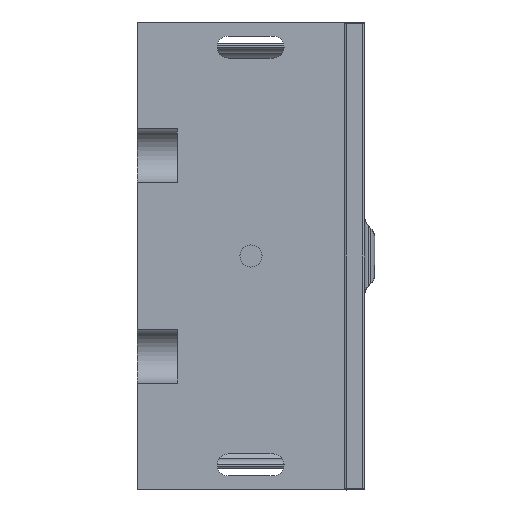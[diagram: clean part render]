
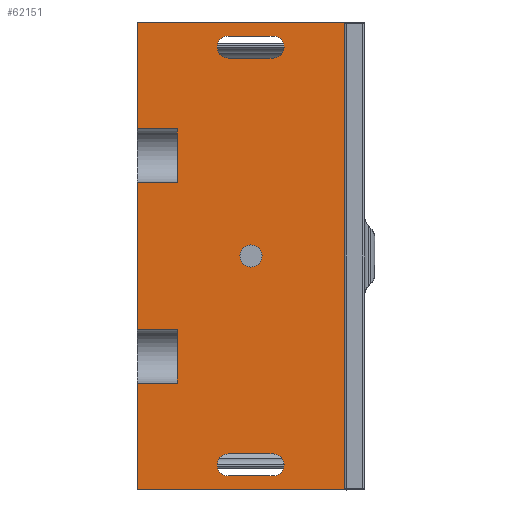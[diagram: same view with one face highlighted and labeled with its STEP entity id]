
A CAD part, front view. The second image highlights one B-rep face of the part: STEP entity #62151.
In plain terms, the highlighted planar face has unit normal (0, -1, 0).
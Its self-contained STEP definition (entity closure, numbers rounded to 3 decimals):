
#14457=DIRECTION('',(-1.,0.,0.));
#14458=VECTOR('',#14457,13.4);
#14459=CARTESIAN_POINT('',(40.6,0.,59.2));
#14460=LINE('',#14459,#14458);
#14473=DIRECTION('',(1.,0.,0.));
#14474=VECTOR('',#14473,13.4);
#14475=CARTESIAN_POINT('',(27.2,0.,65.8));
#14476=LINE('',#14475,#14474);
#14481=DIRECTION('',(0.,0.,1.));
#14482=VECTOR('',#14481,32.);
#14483=CARTESIAN_POINT('',(0.,0.,-70.));
#14484=LINE('',#14483,#14482);
#14485=DIRECTION('',(0.,0.,1.));
#14486=VECTOR('',#14485,44.);
#14487=CARTESIAN_POINT('',(0.,0.,-22.));
#14488=LINE('',#14487,#14486);
#14489=DIRECTION('',(0.,0.,1.));
#14490=VECTOR('',#14489,32.);
#14491=CARTESIAN_POINT('',(0.,0.,38.));
#14492=LINE('',#14491,#14490);
#14493=CARTESIAN_POINT('',(27.2,0.,62.5));
#14494=DIRECTION('',(0.,-1.,0.));
#14495=DIRECTION('',(0.,0.,1.));
#14496=AXIS2_PLACEMENT_3D('',#14493,#14494,#14495);
#14498=CARTESIAN_POINT('',(40.6,0.,62.5));
#14499=DIRECTION('',(0.,-1.,0.));
#14500=DIRECTION('',(0.,0.,-1.));
#14501=AXIS2_PLACEMENT_3D('',#14498,#14499,#14500);
#14503=CARTESIAN_POINT('',(27.2,0.,-62.5));
#14504=DIRECTION('',(0.,-1.,0.));
#14505=DIRECTION('',(0.,0.,1.));
#14506=AXIS2_PLACEMENT_3D('',#14503,#14504,#14505);
#14508=DIRECTION('',(1.,0.,0.));
#14509=VECTOR('',#14508,13.4);
#14510=CARTESIAN_POINT('',(27.2,0.,-65.8));
#14511=LINE('',#14510,#14509);
#14512=CARTESIAN_POINT('',(40.6,0.,-62.5));
#14513=DIRECTION('',(0.,-1.,0.));
#14514=DIRECTION('',(0.,0.,-1.));
#14515=AXIS2_PLACEMENT_3D('',#14512,#14513,#14514);
#14517=DIRECTION('',(-1.,0.,0.));
#14518=VECTOR('',#14517,13.4);
#14519=CARTESIAN_POINT('',(40.6,0.,-59.2));
#14520=LINE('',#14519,#14518);
#14521=CARTESIAN_POINT('',(34.,0.,0.));
#14522=DIRECTION('',(0.,-1.,0.));
#14523=DIRECTION('',(0.,0.,1.));
#14524=AXIS2_PLACEMENT_3D('',#14521,#14522,#14523);
#14526=CARTESIAN_POINT('',(34.,0.,0.));
#14527=DIRECTION('',(0.,-1.,0.));
#14528=DIRECTION('',(0.,0.,-1.));
#14529=AXIS2_PLACEMENT_3D('',#14526,#14527,#14528);
#14543=DIRECTION('',(0.,0.,1.));
#14544=VECTOR('',#14543,140.);
#14545=CARTESIAN_POINT('',(62.,0.,-70.));
#14546=LINE('',#14545,#14544);
#14740=DIRECTION('',(0.,0.,-1.));
#14741=VECTOR('',#14740,16.);
#14742=CARTESIAN_POINT('',(12.,0.,38.));
#14743=LINE('',#14742,#14741);
#14767=DIRECTION('',(-1.,0.,0.));
#14768=VECTOR('',#14767,12.);
#14769=CARTESIAN_POINT('',(12.,0.,22.));
#14770=LINE('',#14769,#14768);
#15041=DIRECTION('',(-1.,0.,0.));
#15042=VECTOR('',#15041,62.);
#15043=CARTESIAN_POINT('',(62.,0.,70.));
#15044=LINE('',#15043,#15042);
#27090=DIRECTION('',(1.,0.,0.));
#27091=VECTOR('',#27090,62.);
#27092=CARTESIAN_POINT('',(0.,0.,-70.));
#27093=LINE('',#27092,#27091);
#29913=DIRECTION('',(1.,0.,0.));
#29914=VECTOR('',#29913,12.);
#29915=CARTESIAN_POINT('',(0.,0.,38.));
#29916=LINE('',#29915,#29914);
#29933=DIRECTION('',(1.,0.,0.));
#29934=VECTOR('',#29933,12.);
#29935=CARTESIAN_POINT('',(0.,0.,-22.));
#29936=LINE('',#29935,#29934);
#29945=DIRECTION('',(0.,0.,-1.));
#29946=VECTOR('',#29945,16.);
#29947=CARTESIAN_POINT('',(12.,0.,-22.));
#29948=LINE('',#29947,#29946);
#29972=DIRECTION('',(-1.,0.,0.));
#29973=VECTOR('',#29972,12.);
#29974=CARTESIAN_POINT('',(12.,0.,-38.));
#29975=LINE('',#29974,#29973);
#31489=CARTESIAN_POINT('',(0.,0.,70.));
#31490=VERTEX_POINT('',#31489);
#31491=CARTESIAN_POINT('',(0.,0.,38.));
#31492=VERTEX_POINT('',#31491);
#31497=CARTESIAN_POINT('',(0.,0.,22.));
#31498=VERTEX_POINT('',#31497);
#31499=CARTESIAN_POINT('',(0.,0.,-22.));
#31500=VERTEX_POINT('',#31499);
#31505=CARTESIAN_POINT('',(0.,0.,-38.));
#31506=VERTEX_POINT('',#31505);
#31507=CARTESIAN_POINT('',(0.,0.,-70.));
#31508=VERTEX_POINT('',#31507);
#31729=CARTESIAN_POINT('',(27.2,0.,-59.2));
#31730=VERTEX_POINT('',#31729);
#31731=CARTESIAN_POINT('',(27.2,0.,-65.8));
#31732=VERTEX_POINT('',#31731);
#31733=CARTESIAN_POINT('',(40.6,0.,-59.2));
#31734=VERTEX_POINT('',#31733);
#31735=CARTESIAN_POINT('',(40.6,0.,-65.8));
#31736=VERTEX_POINT('',#31735);
#31737=CARTESIAN_POINT('',(34.,0.,3.3));
#31738=CARTESIAN_POINT('',(34.,0.,-3.3));
#31739=VERTEX_POINT('',#31737);
#31740=VERTEX_POINT('',#31738);
#31741=CARTESIAN_POINT('',(27.2,0.,65.8));
#31742=CARTESIAN_POINT('',(40.6,0.,65.8));
#31743=VERTEX_POINT('',#31741);
#31744=VERTEX_POINT('',#31742);
#31745=CARTESIAN_POINT('',(27.2,0.,59.2));
#31746=VERTEX_POINT('',#31745);
#31747=CARTESIAN_POINT('',(40.6,0.,59.2));
#31748=VERTEX_POINT('',#31747);
#31749=CARTESIAN_POINT('',(62.,0.,-70.));
#31750=CARTESIAN_POINT('',(62.,0.,70.));
#31751=VERTEX_POINT('',#31749);
#31752=VERTEX_POINT('',#31750);
#31753=CARTESIAN_POINT('',(12.,0.,-38.));
#31754=VERTEX_POINT('',#31753);
#31755=CARTESIAN_POINT('',(12.,0.,-22.));
#31756=VERTEX_POINT('',#31755);
#31757=CARTESIAN_POINT('',(12.,0.,22.));
#31758=VERTEX_POINT('',#31757);
#31759=CARTESIAN_POINT('',(12.,0.,38.));
#31760=VERTEX_POINT('',#31759);
#62098=CARTESIAN_POINT('',(31.,0.,0.));
#62099=DIRECTION('',(0.,1.,0.));
#62100=DIRECTION('',(0.,0.,-1.));
#62101=AXIS2_PLACEMENT_3D('',#62098,#62099,#62100);
#62102=PLANE('',#62101);
#62104=ORIENTED_EDGE('',*,*,#62103,.F.);
#62106=ORIENTED_EDGE('',*,*,#62105,.F.);
#62108=ORIENTED_EDGE('',*,*,#62107,.T.);
#62110=ORIENTED_EDGE('',*,*,#62109,.F.);
#62112=ORIENTED_EDGE('',*,*,#62111,.F.);
#62114=ORIENTED_EDGE('',*,*,#62113,.F.);
#62116=ORIENTED_EDGE('',*,*,#62115,.T.);
#62118=ORIENTED_EDGE('',*,*,#62117,.F.);
#62120=ORIENTED_EDGE('',*,*,#62119,.F.);
#62122=ORIENTED_EDGE('',*,*,#62121,.F.);
#62124=ORIENTED_EDGE('',*,*,#62123,.T.);
#62126=ORIENTED_EDGE('',*,*,#62125,.F.);
#62127=EDGE_LOOP('',(#62104,#62106,#62108,#62110,#62112,#62114,#62116,#62118,
#62120,#62122,#62124,#62126));
#62128=FACE_OUTER_BOUND('',#62127,.F.);
#62129=ORIENTED_EDGE('',*,*,#62066,.F.);
#62130=ORIENTED_EDGE('',*,*,#62045,.T.);
#62131=ORIENTED_EDGE('',*,*,#62024,.F.);
#62132=ORIENTED_EDGE('',*,*,#62086,.T.);
#62133=EDGE_LOOP('',(#62129,#62130,#62131,#62132));
#62134=FACE_BOUND('',#62133,.F.);
#62136=ORIENTED_EDGE('',*,*,#62135,.T.);
#62138=ORIENTED_EDGE('',*,*,#62137,.T.);
#62140=ORIENTED_EDGE('',*,*,#62139,.T.);
#62142=ORIENTED_EDGE('',*,*,#62141,.T.);
#62143=EDGE_LOOP('',(#62136,#62138,#62140,#62142));
#62144=FACE_BOUND('',#62143,.F.);
#62146=ORIENTED_EDGE('',*,*,#62145,.T.);
#62148=ORIENTED_EDGE('',*,*,#62147,.T.);
#62149=EDGE_LOOP('',(#62146,#62148));
#62150=FACE_BOUND('',#62149,.F.);
#14497=CIRCLE('',#14496,3.3);
#14502=CIRCLE('',#14501,3.3);
#14507=CIRCLE('',#14506,3.3);
#14516=CIRCLE('',#14515,3.3);
#14525=CIRCLE('',#14524,3.3);
#14530=CIRCLE('',#14529,3.3);
#62024=EDGE_CURVE('',#31748,#31746,#14460,.T.);
#62045=EDGE_CURVE('',#31743,#31746,#14497,.T.);
#62066=EDGE_CURVE('',#31743,#31744,#14476,.T.);
#62086=EDGE_CURVE('',#31748,#31744,#14502,.T.);
#62103=EDGE_CURVE('',#31751,#31752,#14546,.T.);
#62105=EDGE_CURVE('',#31508,#31751,#27093,.T.);
#62107=EDGE_CURVE('',#31508,#31506,#14484,.T.);
#62109=EDGE_CURVE('',#31754,#31506,#29975,.T.);
#62111=EDGE_CURVE('',#31756,#31754,#29948,.T.);
#62113=EDGE_CURVE('',#31500,#31756,#29936,.T.);
#62115=EDGE_CURVE('',#31500,#31498,#14488,.T.);
#62117=EDGE_CURVE('',#31758,#31498,#14770,.T.);
#62119=EDGE_CURVE('',#31760,#31758,#14743,.T.);
#62121=EDGE_CURVE('',#31492,#31760,#29916,.T.);
#62123=EDGE_CURVE('',#31492,#31490,#14492,.T.);
#62125=EDGE_CURVE('',#31752,#31490,#15044,.T.);
#62135=EDGE_CURVE('',#31730,#31732,#14507,.T.);
#62137=EDGE_CURVE('',#31732,#31736,#14511,.T.);
#62139=EDGE_CURVE('',#31736,#31734,#14516,.T.);
#62141=EDGE_CURVE('',#31734,#31730,#14520,.T.);
#62145=EDGE_CURVE('',#31739,#31740,#14525,.T.);
#62147=EDGE_CURVE('',#31740,#31739,#14530,.T.);
#62151=ADVANCED_FACE('',(#62128,#62134,#62144,#62150),#62102,.F.);
